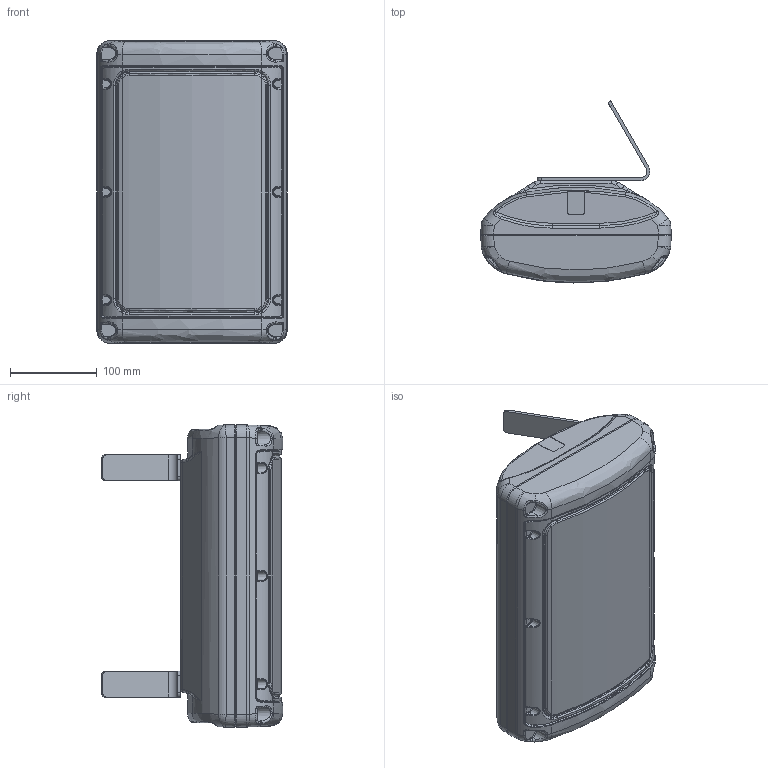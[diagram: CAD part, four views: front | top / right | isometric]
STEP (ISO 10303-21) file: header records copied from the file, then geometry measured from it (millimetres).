
FILE_DESCRIPTION((''),'2;1');
FILE_NAME('003','2020-06-22T14:27:20',('VERDEST'),(''),'CREO PARAMETRIC BY PTC INC, 2019080','CREO PARAMETRIC BY PTC INC, 2019080','');
FILE_SCHEMA(('CONFIG_CONTROL_DESIGN'));
Length unit declared in the file: inch
Products named in the file (1): 003
Bounding box: 219.93 x 209.84 x 349.93 mm (x, y, z)
Surface area: 278054.6 mm2 (no closed solid volume)
Topology: 0 solids, 7 shells, 420 faces, 1160 edges, 726 vertices
Faces by surface type: bspline 196, cylinder 109, plane 83, cone 12, torus 12, sphere 8
Entity records: 24283 total; most frequent: CARTESIAN_POINT 15371, ORIENTED_EDGE 2044, DIRECTION 1394, EDGE_CURVE 1160, VERTEX_POINT 726, AXIS2_PLACEMENT_3D 534, B_SPLINE_CURVE_WITH_KNOTS 524, EDGE_LOOP 420
